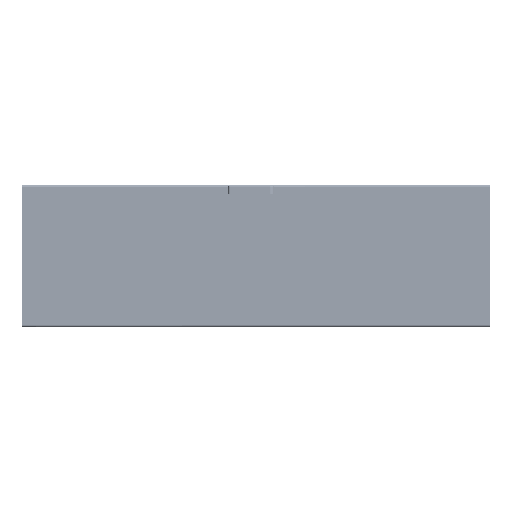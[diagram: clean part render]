
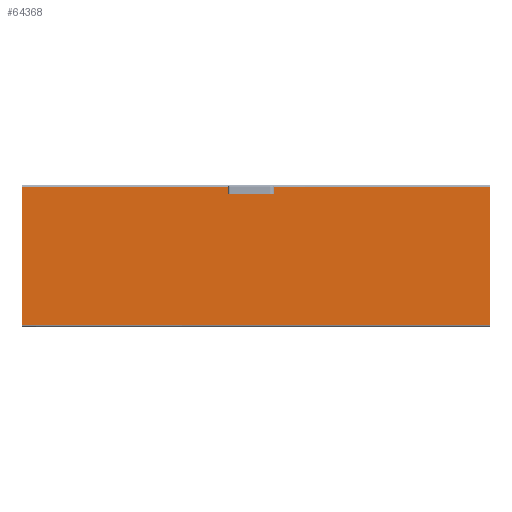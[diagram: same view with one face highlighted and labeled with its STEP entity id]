
A CAD part, top view. The second image highlights one B-rep face of the part: STEP entity #64368.
In plain terms, the highlighted planar face has unit normal (0, 0, 1).
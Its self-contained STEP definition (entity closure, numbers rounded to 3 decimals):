
#6946 = CARTESIAN_POINT ( 'NONE',  ( 54.3, 280., 2. ) ) ;
#7013 = CARTESIAN_POINT ( 'NONE',  ( -37.662, 280., 2. ) ) ;
#7089 = CARTESIAN_POINT ( 'NONE',  ( 975.49, 287.5, 2. ) ) ;
#7095 = CARTESIAN_POINT ( 'NONE',  ( -37.662, 271., 2. ) ) ;
#7223 = CARTESIAN_POINT ( 'NONE',  ( 29.5, 287.5, 2. ) ) ;
#7358 = CARTESIAN_POINT ( 'NONE',  ( -14.338, 271., 2. ) ) ;
#7378 = CARTESIAN_POINT ( 'NONE',  ( -54.3, 280., 2. ) ) ;
#7913 = CARTESIAN_POINT ( 'NONE',  ( -975.49, -287.5, 2. ) ) ;
#8071 = CARTESIAN_POINT ( 'NONE',  ( 975.49, -287.5, 2. ) ) ;
#8114 = CARTESIAN_POINT ( 'NONE',  ( -29.5, 287.5, 2. ) ) ;
#8231 = CARTESIAN_POINT ( 'NONE',  ( -975.49, 287.5, 2. ) ) ;
#8260 = CARTESIAN_POINT ( 'NONE',  ( 37.662, 271., 2. ) ) ;
#8269 = CARTESIAN_POINT ( 'NONE',  ( -54.3, 271., 2. ) ) ;
#8470 = CARTESIAN_POINT ( 'NONE',  ( 37.662, 280., 2. ) ) ;
#8516 = CARTESIAN_POINT ( 'NONE',  ( 14.338, 271., 2. ) ) ;
#8558 = CARTESIAN_POINT ( 'NONE',  ( 58.8, 275.5, 2. ) ) ;
#8590 = CARTESIAN_POINT ( 'NONE',  ( 54.3, 271., 2. ) ) ;
#10692 = FACE_OUTER_BOUND ( 'NONE', #53484, .T. ) ;
#20761 = AXIS2_PLACEMENT_3D ( 'NONE', #41300, #41299, #41298 ) ;
#20763 = AXIS2_PLACEMENT_3D ( 'NONE', #41294, #41293, #41292 ) ;
#20766 = AXIS2_PLACEMENT_3D ( 'NONE', #41324, #41310, #41309 ) ;
#20767 = AXIS2_PLACEMENT_3D ( 'NONE', #41333, #41319, #41316 ) ;
#20770 = AXIS2_PLACEMENT_3D ( 'NONE', #41336, #41323, #41322 ) ;
#20776 = AXIS2_PLACEMENT_3D ( 'NONE', #41308, #41306, #41305 ) ;
#20812 = AXIS2_PLACEMENT_3D ( 'NONE', #41499, #41498, #41497 ) ;
#21350 = EDGE_CURVE ( 'NONE', #45851, #46088, #52266, .T. ) ;
#21445 = EDGE_CURVE ( 'NONE', #46062, #46038, #52178, .T. ) ;
#21450 = EDGE_CURVE ( 'NONE', #45770, #46062, #52175, .T. ) ;
#21451 = EDGE_CURVE ( 'NONE', #45716, #45922, #52170, .T. ) ;
#21452 = EDGE_CURVE ( 'NONE', #45749, #45716, #52168, .T. ) ;
#21453 = EDGE_CURVE ( 'NONE', #45749, #46076, #52165, .T. ) ;
#21454 = EDGE_CURVE ( 'NONE', #45922, #45770, #52176, .T. ) ;
#21456 = EDGE_CURVE ( 'NONE', #45645, #46038, #52162, .T. ) ;
#21458 = EDGE_CURVE ( 'NONE', #46088, #45645, #52182, .T. ) ;
#21459 = EDGE_CURVE ( 'NONE', #45625, #45709, #52160, .T. ) ;
#21460 = EDGE_CURVE ( 'NONE', #45597, #45851, #52158, .T. ) ;
#21461 = EDGE_CURVE ( 'NONE', #46012, #45625, #52159, .T. ) ;
#21463 = EDGE_CURVE ( 'NONE', #45709, #45597, #52163, .T. ) ;
#21465 = EDGE_CURVE ( 'NONE', #46061, #46012, #52154, .T. ) ;
#21466 = EDGE_CURVE ( 'NONE', #45706, #46061, #52155, .T. ) ;
#21469 = EDGE_CURVE ( 'NONE', #46007, #45706, #52150, .T. ) ;
#21471 = EDGE_CURVE ( 'NONE', #46076, #46007, #52151, .T. ) ;
#24791 = AXIS2_PLACEMENT_3D ( 'NONE', #25657, #25821, #27233 ) ;
#25657 = CARTESIAN_POINT ( 'NONE',  ( -975.5, -295., 2. ) ) ;
#25821 = DIRECTION ( 'NONE',  ( 0., 0., 1. ) ) ;
#26784 = PLANE ( 'NONE',  #24791 ) ;
#27233 = DIRECTION ( 'NONE',  ( 1., 0., 0. ) ) ;
#37864 = ORIENTED_EDGE ( 'NONE', *, *, #21453, .F. ) ;
#37866 = ORIENTED_EDGE ( 'NONE', *, *, #21452, .T. ) ;
#37871 = ORIENTED_EDGE ( 'NONE', *, *, #21451, .T. ) ;
#37880 = ORIENTED_EDGE ( 'NONE', *, *, #21454, .T. ) ;
#37885 = ORIENTED_EDGE ( 'NONE', *, *, #21450, .T. ) ;
#37889 = ORIENTED_EDGE ( 'NONE', *, *, #21445, .T. ) ;
#37900 = ORIENTED_EDGE ( 'NONE', *, *, #21456, .F. ) ;
#37906 = ORIENTED_EDGE ( 'NONE', *, *, #21458, .F. ) ;
#37907 = ORIENTED_EDGE ( 'NONE', *, *, #21350, .F. ) ;
#37910 = ORIENTED_EDGE ( 'NONE', *, *, #21460, .F. ) ;
#37916 = ORIENTED_EDGE ( 'NONE', *, *, #21463, .F. ) ;
#37922 = ORIENTED_EDGE ( 'NONE', *, *, #21459, .F. ) ;
#37924 = ORIENTED_EDGE ( 'NONE', *, *, #21461, .F. ) ;
#37926 = ORIENTED_EDGE ( 'NONE', *, *, #21465, .F. ) ;
#37935 = ORIENTED_EDGE ( 'NONE', *, *, #21466, .F. ) ;
#37940 = ORIENTED_EDGE ( 'NONE', *, *, #21469, .F. ) ;
#37943 = ORIENTED_EDGE ( 'NONE', *, *, #21471, .F. ) ;
#41289 = DIRECTION ( 'NONE',  ( -1., 0., 0. ) ) ;
#41292 = DIRECTION ( 'NONE',  ( 1., 0., 0. ) ) ;
#41293 = DIRECTION ( 'NONE',  ( 0., 0., 1. ) ) ;
#41294 = CARTESIAN_POINT ( 'NONE',  ( -54.3, 275.5, 2. ) ) ;
#41295 = DIRECTION ( 'NONE',  ( 1., 0., 0. ) ) ;
#41297 = CARTESIAN_POINT ( 'NONE',  ( -37.662, 280., 2. ) ) ;
#41298 = DIRECTION ( 'NONE',  ( 1., 0., 0. ) ) ;
#41299 = DIRECTION ( 'NONE',  ( 0., 0., 1. ) ) ;
#41300 = CARTESIAN_POINT ( 'NONE',  ( -26., 275.5, 2. ) ) ;
#41301 = DIRECTION ( 'NONE',  ( 1., 0., 0. ) ) ;
#41302 = CARTESIAN_POINT ( 'NONE',  ( -37.662, 271., 2. ) ) ;
#41303 = DIRECTION ( 'NONE',  ( 1., 0., 0. ) ) ;
#41304 = CARTESIAN_POINT ( 'NONE',  ( 37.662, 271., 2. ) ) ;
#41305 = DIRECTION ( 'NONE',  ( -1., 0., 0. ) ) ;
#41306 = DIRECTION ( 'NONE',  ( 0., 0., 1. ) ) ;
#41308 = CARTESIAN_POINT ( 'NONE',  ( 54.3, 275.5, 2. ) ) ;
#41309 = DIRECTION ( 'NONE',  ( -1., 0., 0. ) ) ;
#41310 = DIRECTION ( 'NONE',  ( 0., 0., 1. ) ) ;
#41312 = CARTESIAN_POINT ( 'NONE',  ( -14.338, 271., 2. ) ) ;
#41314 = DIRECTION ( 'NONE',  ( -1., 0., 0. ) ) ;
#41315 = CARTESIAN_POINT ( 'NONE',  ( 37.662, 280., 2. ) ) ;
#41316 = DIRECTION ( 'NONE',  ( -1., 0., 0. ) ) ;
#41319 = DIRECTION ( 'NONE',  ( 0., 0., 1. ) ) ;
#41320 = DIRECTION ( 'NONE',  ( 1., 0., 0. ) ) ;
#41321 = CARTESIAN_POINT ( 'NONE',  ( -975.49, -287.5, 2. ) ) ;
#41322 = DIRECTION ( 'NONE',  ( 1., 0., 0. ) ) ;
#41323 = DIRECTION ( 'NONE',  ( 0., 0., 1. ) ) ;
#41324 = CARTESIAN_POINT ( 'NONE',  ( 26., 275.5, 2. ) ) ;
#41325 = DIRECTION ( 'NONE',  ( -1., 0., 0. ) ) ;
#41326 = CARTESIAN_POINT ( 'NONE',  ( 975.49, 287.5, 2. ) ) ;
#41327 = DIRECTION ( 'NONE',  ( 0., -1., 0. ) ) ;
#41328 = CARTESIAN_POINT ( 'NONE',  ( -975.49, 295., 2. ) ) ;
#41329 = DIRECTION ( 'NONE',  ( 0., 1., 0. ) ) ;
#41330 = CARTESIAN_POINT ( 'NONE',  ( 975.49, -295., 2. ) ) ;
#41333 = CARTESIAN_POINT ( 'NONE',  ( 26., 275.5, 2. ) ) ;
#41336 = CARTESIAN_POINT ( 'NONE',  ( -26., 275.5, 2. ) ) ;
#41338 = DIRECTION ( 'NONE',  ( -1., 0., 0. ) ) ;
#41339 = CARTESIAN_POINT ( 'NONE',  ( 975.49, 287.5, 2. ) ) ;
#41497 = DIRECTION ( 'NONE',  ( -1., 0., 0. ) ) ;
#41498 = DIRECTION ( 'NONE',  ( 0., 0., 1. ) ) ;
#41499 = CARTESIAN_POINT ( 'NONE',  ( 54.3, 275.5, 2. ) ) ;
#45597 = VERTEX_POINT ( 'NONE', #8590 ) ;
#45625 = VERTEX_POINT ( 'NONE', #8516 ) ;
#45645 = VERTEX_POINT ( 'NONE', #8470 ) ;
#45706 = VERTEX_POINT ( 'NONE', #8269 ) ;
#45709 = VERTEX_POINT ( 'NONE', #8260 ) ;
#45716 = VERTEX_POINT ( 'NONE', #8231 ) ;
#45749 = VERTEX_POINT ( 'NONE', #8114 ) ;
#45770 = VERTEX_POINT ( 'NONE', #8071 ) ;
#45851 = VERTEX_POINT ( 'NONE', #8558 ) ;
#45922 = VERTEX_POINT ( 'NONE', #7913 ) ;
#46007 = VERTEX_POINT ( 'NONE', #7378 ) ;
#46012 = VERTEX_POINT ( 'NONE', #7358 ) ;
#46038 = VERTEX_POINT ( 'NONE', #7223 ) ;
#46061 = VERTEX_POINT ( 'NONE', #7095 ) ;
#46062 = VERTEX_POINT ( 'NONE', #7089 ) ;
#46076 = VERTEX_POINT ( 'NONE', #7013 ) ;
#46088 = VERTEX_POINT ( 'NONE', #6946 ) ;
#52150 = CIRCLE ( 'NONE', #20763, 4.5 ) ;
#52151 = LINE ( 'NONE', #41297, #52164 ) ;
#52154 = CIRCLE ( 'NONE', #20761, 12.5 ) ;
#52155 = LINE ( 'NONE', #41302, #52156 ) ;
#52156 = VECTOR ( 'NONE', #41295, 1000. ) ;
#52157 = VECTOR ( 'NONE', #41301, 1000. ) ;
#52158 = CIRCLE ( 'NONE', #20776, 4.5 ) ;
#52159 = LINE ( 'NONE', #41312, #52161 ) ;
#52160 = CIRCLE ( 'NONE', #20766, 12.5 ) ;
#52161 = VECTOR ( 'NONE', #41303, 1000. ) ;
#52162 = CIRCLE ( 'NONE', #20767, 12.5 ) ;
#52163 = LINE ( 'NONE', #41304, #52157 ) ;
#52164 = VECTOR ( 'NONE', #41289, 1000. ) ;
#52165 = CIRCLE ( 'NONE', #20770, 12.5 ) ;
#52166 = VECTOR ( 'NONE', #41314, 1000. ) ;
#52167 = VECTOR ( 'NONE', #41325, 1000. ) ;
#52168 = LINE ( 'NONE', #41326, #52167 ) ;
#52169 = VECTOR ( 'NONE', #41327, 1000. ) ;
#52170 = LINE ( 'NONE', #41328, #52169 ) ;
#52172 = VECTOR ( 'NONE', #41320, 1000. ) ;
#52174 = VECTOR ( 'NONE', #41329, 1000. ) ;
#52175 = LINE ( 'NONE', #41330, #52174 ) ;
#52176 = LINE ( 'NONE', #41321, #52172 ) ;
#52177 = VECTOR ( 'NONE', #41338, 1000. ) ;
#52178 = LINE ( 'NONE', #41339, #52177 ) ;
#52182 = LINE ( 'NONE', #41315, #52166 ) ;
#52266 = CIRCLE ( 'NONE', #20812, 4.5 ) ;
#53484 = EDGE_LOOP ( 'NONE', ( #37864, #37866, #37871, #37880, #37885, #37889, #37900, #37906, #37907, #37910, #37916, #37922, #37924, #37926, #37935, #37940, #37943 ) ) ;
#64368 = ADVANCED_FACE ( 'NONE', ( #10692 ), #26784, .T. ) ;
